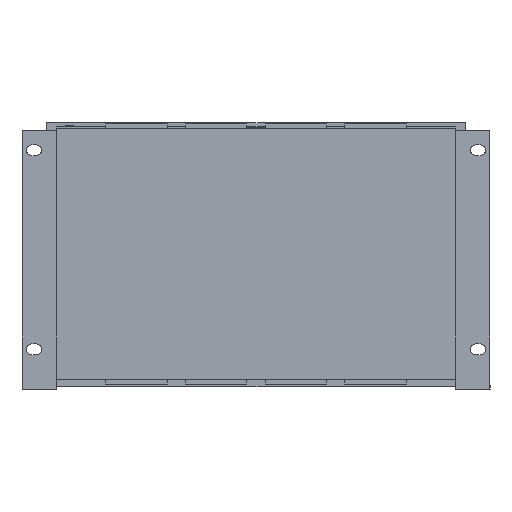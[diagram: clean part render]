
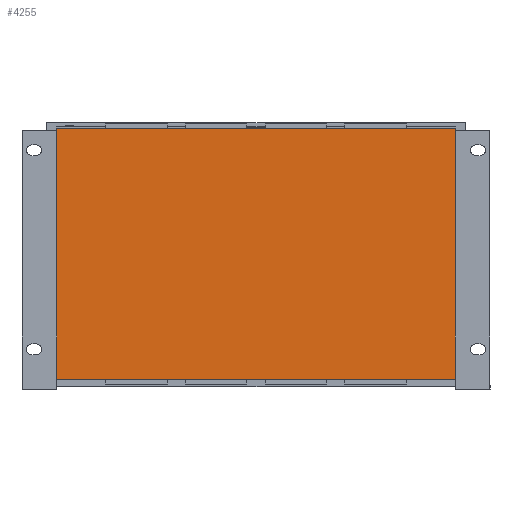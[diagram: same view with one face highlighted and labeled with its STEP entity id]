
A CAD part, front view. The second image highlights one B-rep face of the part: STEP entity #4255.
In plain terms, the highlighted planar face has unit normal (0, -1, 0).
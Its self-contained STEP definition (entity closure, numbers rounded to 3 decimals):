
#791 = DIRECTION ( 'NONE',  ( -1., 0., 0. ) ) ;
#1114 = LINE ( 'NONE', #21511, #28274 ) ;
#1252 = DIRECTION ( 'NONE',  ( 0., 0., 1. ) ) ;
#2219 = VERTEX_POINT ( 'NONE', #34346 ) ;
#2429 = VERTEX_POINT ( 'NONE', #19898 ) ;
#3187 = EDGE_CURVE ( 'NONE', #20412, #2429, #8311, .T. ) ;
#4255 = ADVANCED_FACE ( 'NONE', ( #36292 ), #26160, .F. ) ;
#4753 = EDGE_LOOP ( 'NONE', ( #24733, #26724, #8789, #27064, #14575, #35609 ) ) ;
#7495 = DIRECTION ( 'NONE',  ( 0., 0., 1. ) ) ;
#7678 = VERTEX_POINT ( 'NONE', #8718 ) ;
#8311 = LINE ( 'NONE', #13004, #12251 ) ;
#8718 = CARTESIAN_POINT ( 'NONE',  ( -200., -3., 125. ) ) ;
#8789 = ORIENTED_EDGE ( 'NONE', *, *, #3187, .F. ) ;
#9582 = LINE ( 'NONE', #20382, #14421 ) ;
#9843 = DIRECTION ( 'NONE',  ( 0., 0., -1. ) ) ;
#10821 = EDGE_CURVE ( 'NONE', #21550, #2219, #9582, .T. ) ;
#11500 = LINE ( 'NONE', #17253, #28175 ) ;
#11916 = VECTOR ( 'NONE', #24373, 1000. ) ;
#12251 = VECTOR ( 'NONE', #32612, 1000. ) ;
#12755 = CARTESIAN_POINT ( 'NONE',  ( 200., -3., -125. ) ) ;
#13004 = CARTESIAN_POINT ( 'NONE',  ( 200., -3., -125. ) ) ;
#14421 = VECTOR ( 'NONE', #23448, 1000. ) ;
#14575 = ORIENTED_EDGE ( 'NONE', *, *, #10821, .F. ) ;
#16750 = VECTOR ( 'NONE', #1252, 1000. ) ;
#17253 = CARTESIAN_POINT ( 'NONE',  ( 200., -3., 126.5 ) ) ;
#18547 = LINE ( 'NONE', #32788, #11916 ) ;
#19898 = CARTESIAN_POINT ( 'NONE',  ( -200., -3., -125. ) ) ;
#20382 = CARTESIAN_POINT ( 'NONE',  ( 200., -3., -125. ) ) ;
#20412 = VERTEX_POINT ( 'NONE', #32744 ) ;
#20673 = CARTESIAN_POINT ( 'NONE',  ( -200., -3., 126.5 ) ) ;
#21511 = CARTESIAN_POINT ( 'NONE',  ( -200., -3., -125. ) ) ;
#21514 = DIRECTION ( 'NONE',  ( 0., 1., 0. ) ) ;
#21550 = VERTEX_POINT ( 'NONE', #22076 ) ;
#22076 = CARTESIAN_POINT ( 'NONE',  ( 200., -3., 126.5 ) ) ;
#22491 = LINE ( 'NONE', #12755, #16750 ) ;
#23448 = DIRECTION ( 'NONE',  ( 0., 0., -1. ) ) ;
#24373 = DIRECTION ( 'NONE',  ( 0., 0., -1. ) ) ;
#24617 = EDGE_CURVE ( 'NONE', #32748, #7678, #18547, .T. ) ;
#24733 = ORIENTED_EDGE ( 'NONE', *, *, #24617, .T. ) ;
#26160 = PLANE ( 'NONE',  #33475 ) ;
#26480 = EDGE_CURVE ( 'NONE', #7678, #2429, #1114, .T. ) ;
#26724 = ORIENTED_EDGE ( 'NONE', *, *, #26480, .T. ) ;
#27064 = ORIENTED_EDGE ( 'NONE', *, *, #33456, .T. ) ;
#27942 = EDGE_CURVE ( 'NONE', #21550, #32748, #11500, .T. ) ;
#28175 = VECTOR ( 'NONE', #791, 1000. ) ;
#28274 = VECTOR ( 'NONE', #9843, 1000. ) ;
#32040 = CARTESIAN_POINT ( 'NONE',  ( 200., -3., -125. ) ) ;
#32612 = DIRECTION ( 'NONE',  ( -1., 0., 0. ) ) ;
#32744 = CARTESIAN_POINT ( 'NONE',  ( 200., -3., -125. ) ) ;
#32748 = VERTEX_POINT ( 'NONE', #20673 ) ;
#32788 = CARTESIAN_POINT ( 'NONE',  ( -200., -3., -125. ) ) ;
#33456 = EDGE_CURVE ( 'NONE', #20412, #2219, #22491, .T. ) ;
#33475 = AXIS2_PLACEMENT_3D ( 'NONE', #32040, #21514, #7495 ) ;
#34346 = CARTESIAN_POINT ( 'NONE',  ( 200., -3., 125. ) ) ;
#35609 = ORIENTED_EDGE ( 'NONE', *, *, #27942, .T. ) ;
#36292 = FACE_OUTER_BOUND ( 'NONE', #4753, .T. ) ;
